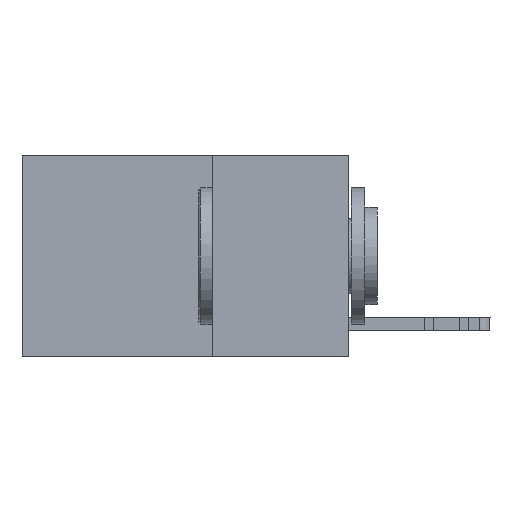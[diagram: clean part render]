
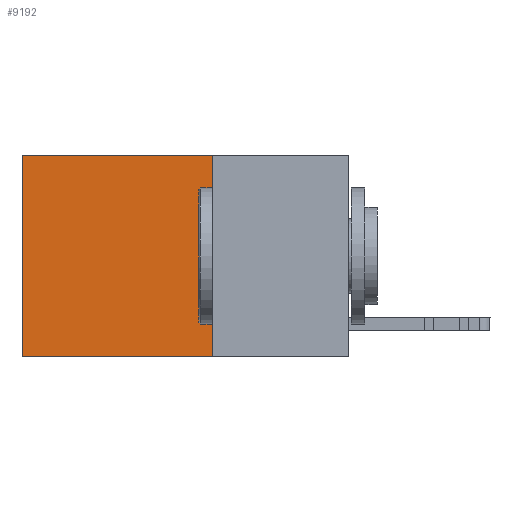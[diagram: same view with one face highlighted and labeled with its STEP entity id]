
A CAD part, left-side view. The second image highlights one B-rep face of the part: STEP entity #9192.
In plain terms, the highlighted planar face has unit normal (-1, 0, 0).
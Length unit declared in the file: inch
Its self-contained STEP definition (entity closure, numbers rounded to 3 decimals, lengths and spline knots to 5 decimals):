
#1631 = DIRECTION ( 'NONE',  ( 0., 1., 0. ) ) ;
#2407 = VECTOR ( 'NONE', #8118, 39.37008 ) ;
#2992 = EDGE_CURVE ( 'NONE', #29638, #22148, #21406, .T. ) ;
#3864 = DIRECTION ( 'NONE',  ( 0., 0., -1. ) ) ;
#3876 = CARTESIAN_POINT ( 'NONE',  ( 0.2625, 0.25, 0. ) ) ;
#4310 = DIRECTION ( 'NONE',  ( 1., 0., 0. ) ) ;
#4578 = CARTESIAN_POINT ( 'NONE',  ( 0.2625, 0.6, 0. ) ) ;
#5678 = CARTESIAN_POINT ( 'NONE',  ( 0.2625, 0.25, 0. ) ) ;
#5956 = ORIENTED_EDGE ( 'NONE', *, *, #28109, .T. ) ;
#6017 = LINE ( 'NONE', #3876, #11702 ) ;
#6409 = DIRECTION ( 'NONE',  ( 0., 1., 0. ) ) ;
#7172 = CARTESIAN_POINT ( 'NONE',  ( 0.2625, 0.25, -0.37 ) ) ;
#8118 = DIRECTION ( 'NONE',  ( 0., 0., -1. ) ) ;
#9192 = ADVANCED_FACE ( 'NONE', ( #29146 ), #18574, .F. ) ;
#9429 = VERTEX_POINT ( 'NONE', #24069 ) ;
#10487 = EDGE_LOOP ( 'NONE', ( #21395, #19231, #19302, #5956 ) ) ;
#11163 = CARTESIAN_POINT ( 'NONE',  ( 0.2625, 0.6, 0. ) ) ;
#11702 = VECTOR ( 'NONE', #6409, 39.37008 ) ;
#12598 = EDGE_CURVE ( 'NONE', #22148, #9429, #17572, .T. ) ;
#15244 = EDGE_CURVE ( 'NONE', #30224, #9429, #19307, .T. ) ;
#17572 = LINE ( 'NONE', #29810, #29148 ) ;
#18574 = PLANE ( 'NONE',  #19995 ) ;
#19231 = ORIENTED_EDGE ( 'NONE', *, *, #12598, .F. ) ;
#19302 = ORIENTED_EDGE ( 'NONE', *, *, #2992, .F. ) ;
#19307 = LINE ( 'NONE', #11163, #24029 ) ;
#19995 = AXIS2_PLACEMENT_3D ( 'NONE', #30046, #4310, #20931 ) ;
#20931 = DIRECTION ( 'NONE',  ( 0., 0., -1. ) ) ;
#21395 = ORIENTED_EDGE ( 'NONE', *, *, #15244, .T. ) ;
#21406 = LINE ( 'NONE', #5678, #2407 ) ;
#22148 = VERTEX_POINT ( 'NONE', #7172 ) ;
#24029 = VECTOR ( 'NONE', #3864, 39.37008 ) ;
#24069 = CARTESIAN_POINT ( 'NONE',  ( 0.2625, 0.6, -0.37 ) ) ;
#26088 = CARTESIAN_POINT ( 'NONE',  ( 0.2625, 0.25, 0. ) ) ;
#28109 = EDGE_CURVE ( 'NONE', #29638, #30224, #6017, .T. ) ;
#29146 = FACE_OUTER_BOUND ( 'NONE', #10487, .T. ) ;
#29148 = VECTOR ( 'NONE', #1631, 39.37008 ) ;
#29638 = VERTEX_POINT ( 'NONE', #26088 ) ;
#29810 = CARTESIAN_POINT ( 'NONE',  ( 0.2625, 0.25, -0.37 ) ) ;
#30046 = CARTESIAN_POINT ( 'NONE',  ( 0.2625, 0.25, 0. ) ) ;
#30224 = VERTEX_POINT ( 'NONE', #4578 ) ;
